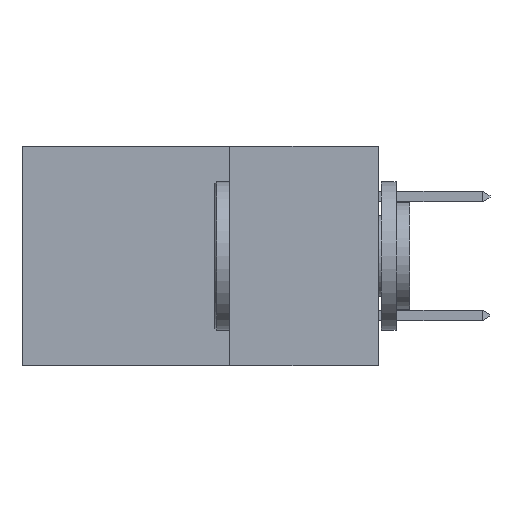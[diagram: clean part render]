
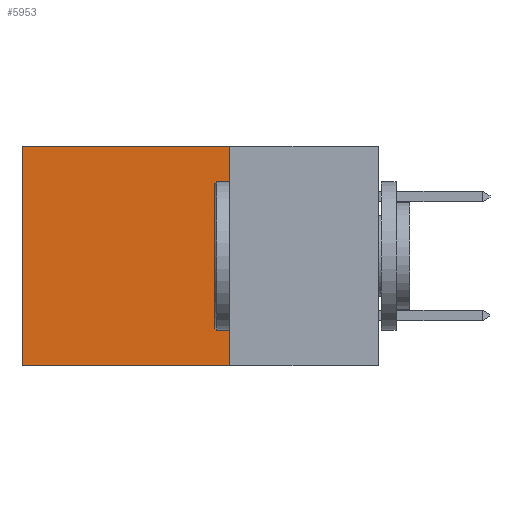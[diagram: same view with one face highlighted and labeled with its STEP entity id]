
A CAD part, left-side view. The second image highlights one B-rep face of the part: STEP entity #5953.
In plain terms, the highlighted planar face has unit normal (-1, 0, 0).
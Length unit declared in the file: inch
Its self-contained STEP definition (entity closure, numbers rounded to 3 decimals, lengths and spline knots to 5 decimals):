
#156 = DIRECTION ( 'NONE',  ( 0., 1., 0. ) ) ;
#267 = CARTESIAN_POINT ( 'NONE',  ( 0.298, 0.6, -0.37 ) ) ;
#402 = VECTOR ( 'NONE', #4878, 39.37008 ) ;
#406 = VECTOR ( 'NONE', #3044, 39.37008 ) ;
#419 = VECTOR ( 'NONE', #156, 39.37008 ) ;
#628 = FACE_OUTER_BOUND ( 'NONE', #3481, .T. ) ;
#1796 = DIRECTION ( 'NONE',  ( 0., 0., -1. ) ) ;
#1989 = EDGE_CURVE ( 'NONE', #8046, #2560, #4755, .T. ) ;
#2134 = VERTEX_POINT ( 'NONE', #6065 ) ;
#2560 = VERTEX_POINT ( 'NONE', #267 ) ;
#2776 = CARTESIAN_POINT ( 'NONE',  ( 0.298, 0.25, 0. ) ) ;
#2891 = VECTOR ( 'NONE', #1796, 39.37008 ) ;
#3044 = DIRECTION ( 'NONE',  ( 0., 1., 0. ) ) ;
#3164 = ORIENTED_EDGE ( 'NONE', *, *, #9585, .F. ) ;
#3367 = DIRECTION ( 'NONE',  ( 0., 0., -1. ) ) ;
#3481 = EDGE_LOOP ( 'NONE', ( #7210, #3164, #5400, #7432 ) ) ;
#4155 = CARTESIAN_POINT ( 'NONE',  ( 0.298, 0.25, 0. ) ) ;
#4217 = CARTESIAN_POINT ( 'NONE',  ( 0.298, 0.25, -0.37 ) ) ;
#4312 = CARTESIAN_POINT ( 'NONE',  ( 0.298, 0.6, 0. ) ) ;
#4506 = LINE ( 'NONE', #4217, #419 ) ;
#4755 = LINE ( 'NONE', #4953, #402 ) ;
#4878 = DIRECTION ( 'NONE',  ( 0., 0., -1. ) ) ;
#4953 = CARTESIAN_POINT ( 'NONE',  ( 0.298, 0.6, 0. ) ) ;
#5034 = LINE ( 'NONE', #7046, #406 ) ;
#5359 = PLANE ( 'NONE',  #9782 ) ;
#5368 = CARTESIAN_POINT ( 'NONE',  ( 0.298, 0.25, 0. ) ) ;
#5400 = ORIENTED_EDGE ( 'NONE', *, *, #6194, .F. ) ;
#5687 = EDGE_CURVE ( 'NONE', #5971, #8046, #5034, .T. ) ;
#5953 = ADVANCED_FACE ( 'NONE', ( #628 ), #5359, .F. ) ;
#5971 = VERTEX_POINT ( 'NONE', #2776 ) ;
#6065 = CARTESIAN_POINT ( 'NONE',  ( 0.298, 0.25, -0.37 ) ) ;
#6194 = EDGE_CURVE ( 'NONE', #5971, #2134, #7204, .T. ) ;
#7046 = CARTESIAN_POINT ( 'NONE',  ( 0.298, 0.25, 0. ) ) ;
#7204 = LINE ( 'NONE', #4155, #2891 ) ;
#7210 = ORIENTED_EDGE ( 'NONE', *, *, #1989, .T. ) ;
#7432 = ORIENTED_EDGE ( 'NONE', *, *, #5687, .T. ) ;
#8046 = VERTEX_POINT ( 'NONE', #4312 ) ;
#8719 = DIRECTION ( 'NONE',  ( 1., 0., 0. ) ) ;
#9585 = EDGE_CURVE ( 'NONE', #2134, #2560, #4506, .T. ) ;
#9782 = AXIS2_PLACEMENT_3D ( 'NONE', #5368, #8719, #3367 ) ;
